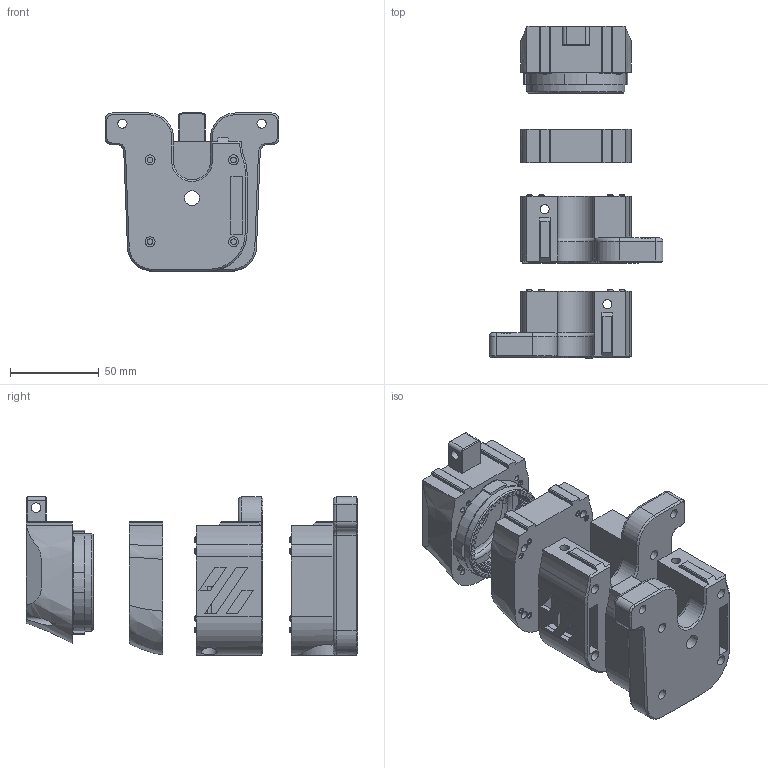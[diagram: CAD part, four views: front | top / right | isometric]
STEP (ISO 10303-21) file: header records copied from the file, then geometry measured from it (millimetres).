
FILE_DESCRIPTION(/* description */ (''),/* implementation_level */ '2;1');
FILE_NAME(/* name */ 'longer_gearbox v9.step',/* time_stamp */ '2022-02-17T22:00:10+01:00',/* author */ (''),/* organization */ (''),/* preprocessor_version */ 'ST-DEVELOPER v18.1',/* originating_system */ 'Autodesk Translation Framework v10.13.0.1454',/* authorisation */ '');
FILE_SCHEMA (('AUTOMOTIVE_DESIGN { 1 0 10303 214 3 1 1 }'));
Length unit declared in the file: millimetre
Products named in the file (7): longer_gearbox; Longer_gearbox_Left; Longer_Gearbox_Foot_top; Longer_gearbox_Right; Ring_Gear_houssing; Ring_gear_houssing_couronne; couronne
Assembly tree (6 placements, depth 3):
  longer_gearbox
    Longer_gearbox_Left
    Longer_Gearbox_Foot_top
    Longer_gearbox_Right
    Ring_Gear_houssing
    Ring_gear_houssing_couronne
      couronne
Bounding box: 98 x 186.85 x 89 mm (x, y, z)
Volume: 385474.3 mm3; surface area: 98610.9 mm2
Topology: 5 solids, 5 shells, 821 faces, 2165 edges, 1406 vertices
Faces by surface type: plane 329, cylinder 287, bspline 120, cone 75, torus 10
Full cylindrical faces by diameter (mm): 3 x4, 3.2 x32, 3.4 x8, 4.234 x20, 4.6 x4, 4.69 x4, 5.12 x10, 5.2 x4, 5.4 x1, 5.5 x8, 5.6 x8, 8.4 x2, 9 x2, 9.6 x2, 13.14 x1, 14 x1, 14.92 x1, 16 x2, 22.6 x1, 30 x2, 55 x1, 55.2 x1
Entity records: 37460 total; most frequent: CARTESIAN_POINT 17814, ORIENTED_EDGE 4326, DIRECTION 3671, EDGE_CURVE 2163, VERTEX_POINT 1406, AXIS2_PLACEMENT_3D 1248, LINE 1175, VECTOR 1175
